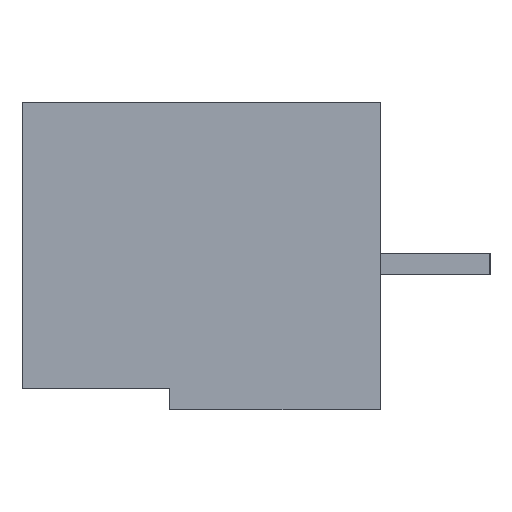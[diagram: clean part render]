
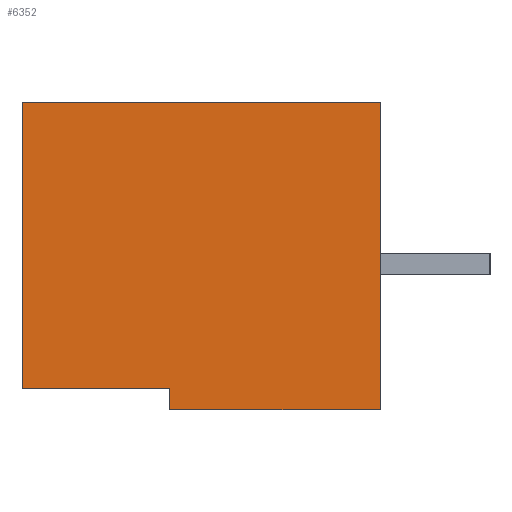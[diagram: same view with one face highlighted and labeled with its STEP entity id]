
A CAD part, left-side view. The second image highlights one B-rep face of the part: STEP entity #6352.
In plain terms, the highlighted planar face has unit normal (-1, 0, 0).
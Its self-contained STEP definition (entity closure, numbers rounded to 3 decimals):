
#298=DIRECTION('',(0.,-1.,0.));
#299=VECTOR('',#298,8.5);
#300=CARTESIAN_POINT('',(-19.05,4.25,0.));
#301=LINE('',#300,#299);
#302=DIRECTION('',(0.,0.,-1.));
#303=VECTOR('',#302,7.3);
#304=CARTESIAN_POINT('',(-19.05,-4.25,0.));
#305=LINE('',#304,#303);
#306=DIRECTION('',(0.,1.,0.));
#307=VECTOR('',#306,5.);
#308=CARTESIAN_POINT('',(-19.05,-4.25,-7.3));
#309=LINE('',#308,#307);
#310=DIRECTION('',(0.,0.,1.));
#311=VECTOR('',#310,0.5);
#312=CARTESIAN_POINT('',(-19.05,0.75,-7.3));
#313=LINE('',#312,#311);
#314=DIRECTION('',(0.,1.,0.));
#315=VECTOR('',#314,3.5);
#316=CARTESIAN_POINT('',(-19.05,0.75,-6.8));
#317=LINE('',#316,#315);
#318=DIRECTION('',(0.,0.,1.));
#319=VECTOR('',#318,6.8);
#320=CARTESIAN_POINT('',(-19.05,4.25,-6.8));
#321=LINE('',#320,#319);
#4828=CARTESIAN_POINT('',(-19.05,4.25,0.));
#4829=CARTESIAN_POINT('',(-19.05,-4.25,0.));
#4830=VERTEX_POINT('',#4828);
#4831=VERTEX_POINT('',#4829);
#4832=CARTESIAN_POINT('',(-19.05,-4.25,-7.3));
#4833=VERTEX_POINT('',#4832);
#4834=CARTESIAN_POINT('',(-19.05,0.75,-7.3));
#4835=VERTEX_POINT('',#4834);
#4836=CARTESIAN_POINT('',(-19.05,0.75,-6.8));
#4837=VERTEX_POINT('',#4836);
#4838=CARTESIAN_POINT('',(-19.05,4.25,-6.8));
#4839=VERTEX_POINT('',#4838);
#6334=CARTESIAN_POINT('',(-19.05,0.,0.));
#6335=DIRECTION('',(1.,0.,0.));
#6336=DIRECTION('',(0.,0.,-1.));
#6337=AXIS2_PLACEMENT_3D('',#6334,#6335,#6336);
#6338=PLANE('',#6337);
#6340=ORIENTED_EDGE('',*,*,#6339,.T.);
#6342=ORIENTED_EDGE('',*,*,#6341,.T.);
#6343=ORIENTED_EDGE('',*,*,#6224,.T.);
#6345=ORIENTED_EDGE('',*,*,#6344,.T.);
#6347=ORIENTED_EDGE('',*,*,#6346,.T.);
#6349=ORIENTED_EDGE('',*,*,#6348,.T.);
#6350=EDGE_LOOP('',(#6340,#6342,#6343,#6345,#6347,#6349));
#6351=FACE_OUTER_BOUND('',#6350,.F.);
#6224=EDGE_CURVE('',#4833,#4835,#309,.T.);
#6339=EDGE_CURVE('',#4830,#4831,#301,.T.);
#6341=EDGE_CURVE('',#4831,#4833,#305,.T.);
#6344=EDGE_CURVE('',#4835,#4837,#313,.T.);
#6346=EDGE_CURVE('',#4837,#4839,#317,.T.);
#6348=EDGE_CURVE('',#4839,#4830,#321,.T.);
#6352=ADVANCED_FACE('',(#6351),#6338,.F.);
